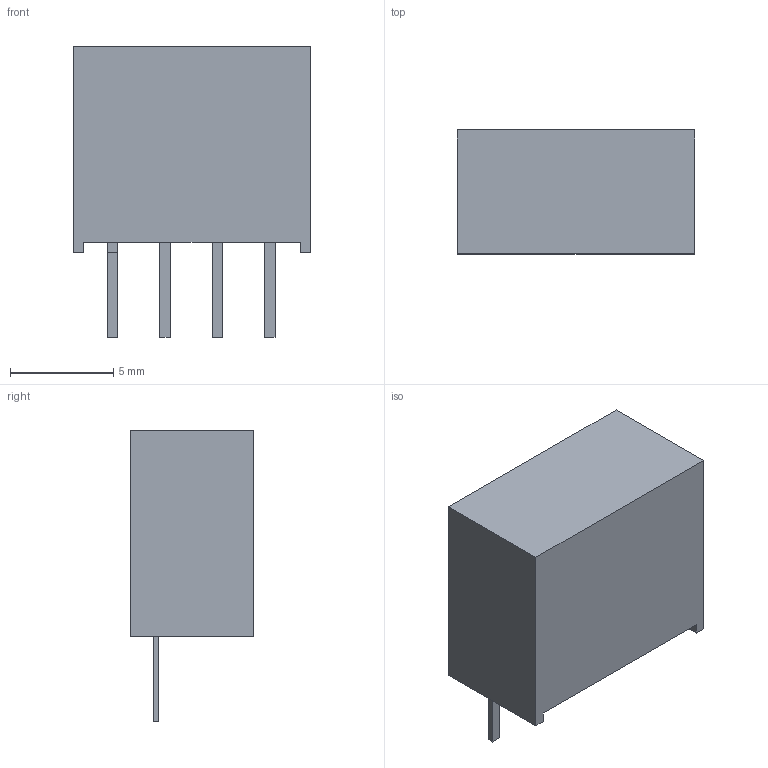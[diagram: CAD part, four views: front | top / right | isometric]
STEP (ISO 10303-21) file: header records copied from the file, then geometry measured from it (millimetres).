
FILE_DESCRIPTION(('CATIA V6 STEP','CAx-IF Rec.Pracs.--- Composite Materials ---3.4---2017-06-13'),'2;1');
FILE_NAME('ResultFile.step','2021-04-30T21:02:38+00:00',('none'),('none'),'3DEXPERIENCE Platform3DEXPERIENCE R2021x HotFix 5','3DEXPERIENCE Platform STEP AP203 v2','none');
FILE_SCHEMA(('CONFIG_CONTROL_DESIGN'));
Length unit declared in the file: millimetre
Products named in the file (1): ResultFile
Bounding box: 11.5 x 6 x 14.1 mm (x, y, z)
Volume: 660.4 mm3; surface area: 516.8 mm2
Topology: 5 solids, 5 shells, 42 faces, 90 edges, 60 vertices
Faces by surface type: plane 40, cylinder 2
Entity records: 1107 total; most frequent: CARTESIAN_POINT 190, ORIENTED_EDGE 180, DIRECTION 168, EDGE_CURVE 90, VECTOR 86, LINE 86, VERTEX_POINT 60, AXIS2_PLACEMENT_3D 44
